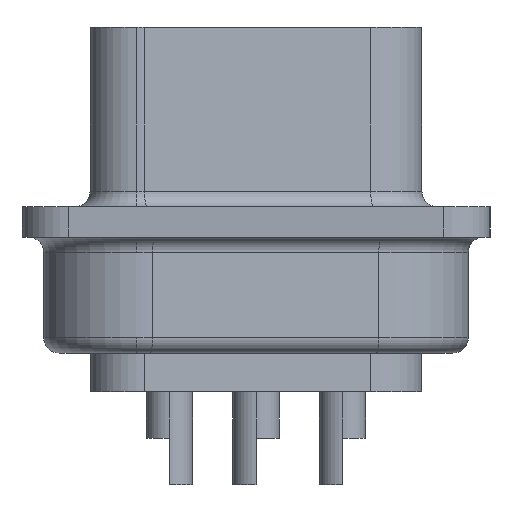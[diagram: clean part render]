
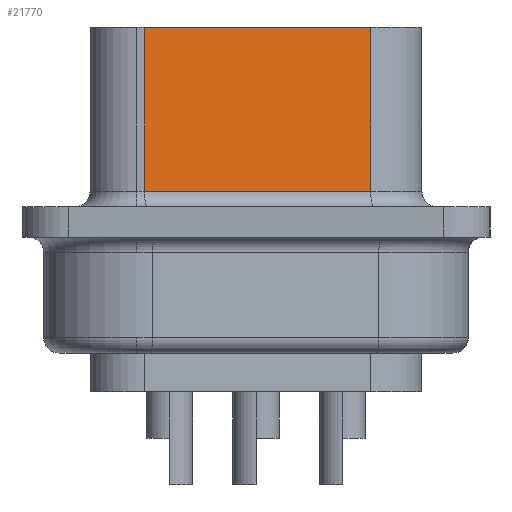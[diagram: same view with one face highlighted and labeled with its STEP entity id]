
A CAD part, left-side view. The second image highlights one B-rep face of the part: STEP entity #21770.
In plain terms, the highlighted planar face has unit normal (-0.985, -0.174, 0).
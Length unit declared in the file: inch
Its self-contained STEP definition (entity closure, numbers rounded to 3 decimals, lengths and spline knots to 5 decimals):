
#1688 = CARTESIAN_POINT ( 'NONE',  ( -1.03, 0.14408, 0.0395 ) ) ;
#1693 = CARTESIAN_POINT ( 'NONE',  ( -1.03, 0.14408, 0.2515 ) ) ;
#1892 = DIRECTION ( 'NONE',  ( 0., 0., -1. ) ) ;
#1893 = VECTOR ( 'NONE', #1892, 39.37008 ) ;
#1894 = CARTESIAN_POINT ( 'NONE',  ( -1.03, 0.14408, 0.2515 ) ) ;
#1895 = LINE ( 'NONE', #1894, #1893 ) ;
#21586 = ORIENTED_EDGE ( 'NONE', *, *, #21752, .F. ) ;
#21695 = EDGE_CURVE ( 'NONE', #23457, #21696, #28269, .T. ) ;
#21696 = VERTEX_POINT ( 'NONE', #28264 ) ;
#21752 = EDGE_CURVE ( 'NONE', #21696, #21775, #28385, .T. ) ;
#21753 = ORIENTED_EDGE ( 'NONE', *, *, #21695, .F. ) ;
#21770 = ADVANCED_FACE ( 'NONE', ( #28428 ), #28423, .F. ) ;
#21771 = EDGE_LOOP ( 'NONE', ( #21772, #21773, #21586, #21753 ) ) ;
#21772 = ORIENTED_EDGE ( 'NONE', *, *, #23520, .T. ) ;
#21773 = ORIENTED_EDGE ( 'NONE', *, *, #21774, .T. ) ;
#21774 = EDGE_CURVE ( 'NONE', #23461, #21775, #28418, .T. ) ;
#21775 = VERTEX_POINT ( 'NONE', #28414 ) ;
#23457 = VERTEX_POINT ( 'NONE', #1693 ) ;
#23461 = VERTEX_POINT ( 'NONE', #1688 ) ;
#23520 = EDGE_CURVE ( 'NONE', #23457, #23461, #1895, .T. ) ;
#28264 = CARTESIAN_POINT ( 'NONE',  ( -0.97843, -0.14839, 0.2515 ) ) ;
#28266 = DIRECTION ( 'NONE',  ( 0.174, -0.985, 0. ) ) ;
#28267 = VECTOR ( 'NONE', #28266, 39.37008 ) ;
#28268 = CARTESIAN_POINT ( 'NONE',  ( -1.03, 0.14408, 0.2515 ) ) ;
#28269 = LINE ( 'NONE', #28268, #28267 ) ;
#28382 = DIRECTION ( 'NONE',  ( 0., 0., -1. ) ) ;
#28383 = VECTOR ( 'NONE', #28382, 39.37008 ) ;
#28384 = CARTESIAN_POINT ( 'NONE',  ( -0.97843, -0.14839, 0.2515 ) ) ;
#28385 = LINE ( 'NONE', #28384, #28383 ) ;
#28414 = CARTESIAN_POINT ( 'NONE',  ( -0.97843, -0.14839, 0.0395 ) ) ;
#28415 = DIRECTION ( 'NONE',  ( 0.174, -0.985, 0. ) ) ;
#28416 = VECTOR ( 'NONE', #28415, 39.37008 ) ;
#28417 = CARTESIAN_POINT ( 'NONE',  ( -0.97843, -0.14839, 0.0395 ) ) ;
#28418 = LINE ( 'NONE', #28417, #28416 ) ;
#28419 = DIRECTION ( 'NONE',  ( -0.174, 0.985, 0. ) ) ;
#28420 = DIRECTION ( 'NONE',  ( 0.985, 0.174, 0. ) ) ;
#28421 = CARTESIAN_POINT ( 'NONE',  ( -1.03, 0.14408, 0.2515 ) ) ;
#28422 = AXIS2_PLACEMENT_3D ( 'NONE', #28421, #28420, #28419 ) ;
#28423 = PLANE ( 'NONE',  #28422 ) ;
#28428 = FACE_OUTER_BOUND ( 'NONE', #21771, .T. ) ;
